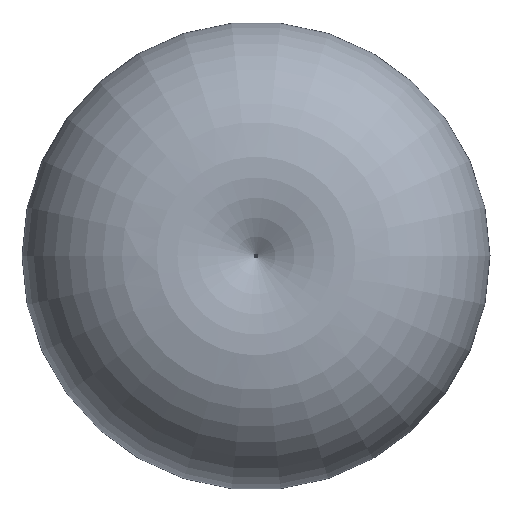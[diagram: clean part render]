
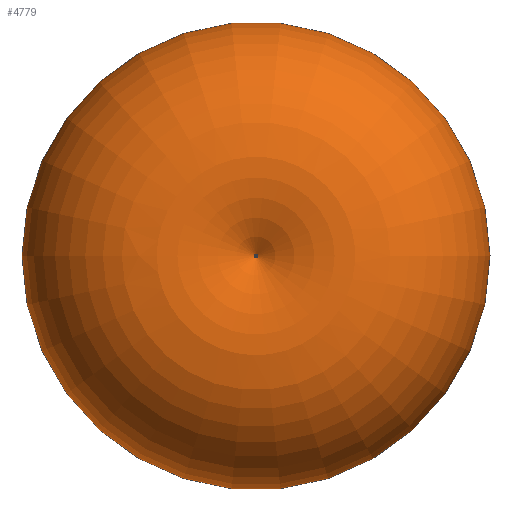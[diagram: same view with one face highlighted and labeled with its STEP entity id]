
A CAD part, left-side view. The second image highlights one B-rep face of the part: STEP entity #4779.
In plain terms, the highlighted toroidal (fillet/blend) face has major radius 96.728 mm and minor radius 162.827 mm.
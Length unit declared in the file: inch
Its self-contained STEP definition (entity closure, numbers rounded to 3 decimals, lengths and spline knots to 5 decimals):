
#947=DEGENERATE_TOROIDAL_SURFACE('',#5146,3.80817,6.41053,
 .F.);
#1097=CIRCLE('',#4979,6.41053);
#1187=CIRCLE('',#5147,6.41053);
#1792=VERTEX_POINT('',#7285);
#1794=VERTEX_POINT('',#7306);
#1833=VERTEX_POINT('',#8162);
#1940=VERTEX_POINT('',#9236);
#2223=B_SPLINE_CURVE_WITH_KNOTS('',3,(#9216,#9217,#9218,#9219,#9220,#9221,
#9222,#9223,#9224,#9225,#9226,#9227,#9228,#9229,#9230,#9231,#9232,#9233,
#9234,#9235),.UNSPECIFIED.,.F.,.U.,(4,2,2,2,2,2,2,2,2,4),(0.,3.50364,
6.5063,8.50824,9.75945,11.01066,13.0126,
15.5355,18.96505,19.51889),.UNSPECIFIED.);
#2224=B_SPLINE_CURVE_WITH_KNOTS('',3,(#9384,#9385,#9386,#9387,#9388,#9389,
#9390,#9391,#9392,#9393,#9394,#9395,#9396,#9397),.UNSPECIFIED.,.F.,.U.,
(4,2,2,2,2,2,4),(-19.51889,-17.65579,-14.67483,-11.13449,
-7.02127,-2.23438,0.),.UNSPECIFIED.);
#2329=EDGE_CURVE('',#1794,#1792,#1097,.T.);
#2555=EDGE_CURVE('',#1792,#1940,#2223,.F.);
#2559=EDGE_CURVE('',#1833,#1794,#2224,.T.);
#2560=EDGE_CURVE('',#1940,#1833,#1187,.T.);
#3380=ORIENTED_EDGE('',*,*,#2555,.F.);
#3381=ORIENTED_EDGE('',*,*,#2329,.F.);
#3382=ORIENTED_EDGE('',*,*,#2559,.F.);
#3383=ORIENTED_EDGE('',*,*,#2560,.F.);
#4192=EDGE_LOOP('',(#3380,#3381,#3382,#3383));
#4485=FACE_BOUND('',#4192,.T.);
#4779=ADVANCED_FACE('',(#4485),#947,.T.);
#4979=AXIS2_PLACEMENT_3D('',#7307,#5463,#5464);
#5146=AXIS2_PLACEMENT_3D('',#9458,#5848,$);
#5147=AXIS2_PLACEMENT_3D('',#9459,#5849,#5850);
#5463=DIRECTION('',(0.,0.,-1.));
#5464=DIRECTION('',(-6.411,0.,0.));
#5848=DIRECTION('',(-1.,0.,0.));
#5849=DIRECTION('',(0.,0.,-1.));
#5850=DIRECTION('',(6.411,0.,0.));
#7285=CARTESIAN_POINT('',(1.04556,2.51652,2.75197));
#7306=CARTESIAN_POINT('',(-1.04556,2.51652,2.75197));
#7307=CARTESIAN_POINT('',(0.,-3.80817,2.75197));
#8162=CARTESIAN_POINT('',(-1.04556,-2.51652,2.75197));
#9216=CARTESIAN_POINT('',(1.04556,-2.51652,2.75197));
#9217=CARTESIAN_POINT('',(0.98344,-2.52679,3.22616));
#9218=CARTESIAN_POINT('',(0.9204,-2.39788,3.70729));
#9219=CARTESIAN_POINT('',(0.82088,-1.93137,4.46668));
#9220=CARTESIAN_POINT('',(0.78221,-1.6299,4.76171));
#9221=CARTESIAN_POINT('',(0.73672,-1.0366,5.1087));
#9222=CARTESIAN_POINT('',(0.72375,-0.77818,5.20769));
#9223=CARTESIAN_POINT('',(0.71195,-0.34096,5.29769));
#9224=CARTESIAN_POINT('',(0.70968,-0.17032,5.31501));
#9225=CARTESIAN_POINT('',(0.7097,0.17275,5.31484));
#9226=CARTESIAN_POINT('',(0.712,0.34376,5.29728));
#9227=CARTESIAN_POINT('',(0.72383,0.77995,5.20705));
#9228=CARTESIAN_POINT('',(0.73699,1.04068,5.10668));
#9229=CARTESIAN_POINT('',(0.77794,1.57351,4.79423));
#9230=CARTESIAN_POINT('',(0.80896,1.83499,4.55758));
#9231=CARTESIAN_POINT('',(0.89512,2.31327,3.90022));
#9232=CARTESIAN_POINT('',(0.95494,2.47919,3.4437));
#9233=CARTESIAN_POINT('',(1.02587,2.5164,2.90227));
#9234=CARTESIAN_POINT('',(1.03574,2.51815,2.82693));
#9235=CARTESIAN_POINT('',(1.04556,2.51652,2.75197));
#9236=CARTESIAN_POINT('',(1.04556,-2.51652,2.75197));
#9384=CARTESIAN_POINT('',(-1.04556,-2.51652,2.75197));
#9385=CARTESIAN_POINT('',(-1.01253,-2.52198,3.00412));
#9386=CARTESIAN_POINT('',(-0.97889,-2.4885,3.26087));
#9387=CARTESIAN_POINT('',(-0.89576,-2.3039,3.89535));
#9388=CARTESIAN_POINT('',(-0.84815,-2.09214,4.25859));
#9389=CARTESIAN_POINT('',(-0.76472,-1.47499,4.89509));
#9390=CARTESIAN_POINT('',(-0.732,-1.03287,5.14472));
#9391=CARTESIAN_POINT('',(-0.70151,-0.00836,5.37727));
#9392=CARTESIAN_POINT('',(-0.71026,0.58253,5.31056));
#9393=CARTESIAN_POINT('',(-0.77923,1.68111,4.78439));
#9394=CARTESIAN_POINT('',(-0.848,2.15239,4.25982));
#9395=CARTESIAN_POINT('',(-0.96552,2.47308,3.36297));
#9396=CARTESIAN_POINT('',(-1.00595,2.52307,3.05437));
#9397=CARTESIAN_POINT('',(-1.04556,2.51652,2.75197));
#9458=CARTESIAN_POINT('',(0.,0.,2.75197));
#9459=CARTESIAN_POINT('',(0.,3.80817,2.75197));
